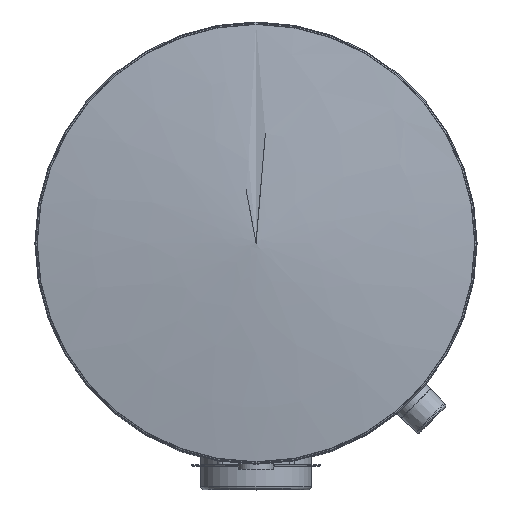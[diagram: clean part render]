
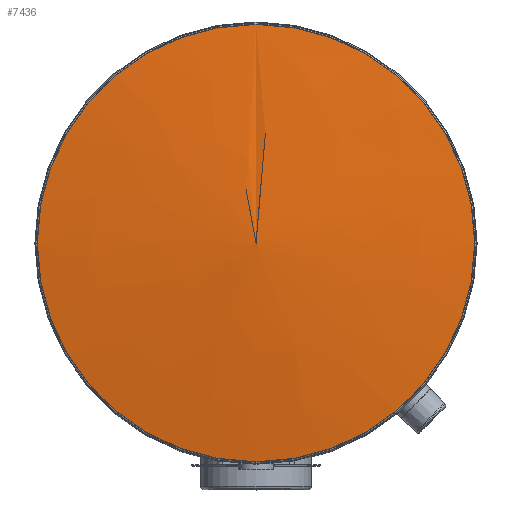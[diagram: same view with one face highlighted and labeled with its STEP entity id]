
A CAD part, top view. The second image highlights one B-rep face of the part: STEP entity #7436.
In plain terms, the highlighted free-form (B-spline) face has degree [2, 2] with [3, 9] control points.
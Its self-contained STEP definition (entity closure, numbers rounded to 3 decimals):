
#313=(
BOUNDED_CURVE()
B_SPLINE_CURVE(2,(#14737,#14738,#14739),.UNSPECIFIED.,.F.,.F.)
B_SPLINE_CURVE_WITH_KNOTS((3,3),(-1.51,-1.439),
 .UNSPECIFIED.)
CURVE()
GEOMETRIC_REPRESENTATION_ITEM()
RATIONAL_B_SPLINE_CURVE((1.,0.999,1.))
REPRESENTATION_ITEM('')
);
#332=(
BOUNDED_SURFACE()
B_SPLINE_SURFACE(2,2,((#14709,#14710,#14711,#14712,#14713,#14714,#14715,
#14716,#14717),(#14718,#14719,#14720,#14721,#14722,#14723,#14724,#14725,
#14726),(#14727,#14728,#14729,#14730,#14731,#14732,#14733,#14734,#14735)),
 .UNSPECIFIED.,.F.,.T.,.F.)
B_SPLINE_SURFACE_WITH_KNOTS((3,3),(3,2,2,2,3),(1.439,1.51),
(-3.142,-1.571,0.,1.571,3.142),
 .UNSPECIFIED.)
GEOMETRIC_REPRESENTATION_ITEM()
RATIONAL_B_SPLINE_SURFACE(((1.,0.707,1.,0.707,1.,
0.707,1.,0.707,1.),(0.999,0.707,
0.999,0.707,0.999,0.707,
0.999,0.707,0.999),(1.,0.707,
1.,0.707,1.,0.707,1.,0.707,1.)))
REPRESENTATION_ITEM('')
SURFACE()
);
#2660=FACE_OUTER_BOUND('',#3191,.T.);
#3191=EDGE_LOOP('',(#6776,#6777,#6778,#6779));
#3652=CIRCLE('',#8265,373.026);
#3653=CIRCLE('',#8266,373.026);
#4258=VERTEX_POINT('',#14705);
#4259=VERTEX_POINT('',#14706);
#4260=VERTEX_POINT('',#14736);
#5107=EDGE_CURVE('',#4258,#4259,#3652,.T.);
#5108=EDGE_CURVE('',#4259,#4258,#3653,.T.);
#5109=EDGE_CURVE('',#4260,#4259,#313,.T.);
#6776=ORIENTED_EDGE('',*,*,#5109,.T.);
#6777=ORIENTED_EDGE('',*,*,#5108,.T.);
#6778=ORIENTED_EDGE('',*,*,#5107,.T.);
#6779=ORIENTED_EDGE('',*,*,#5109,.F.);
#7436=ADVANCED_FACE('',(#2660),#332,.F.);
#8265=AXIS2_PLACEMENT_3D('',#14707,#10507,#10508);
#8266=AXIS2_PLACEMENT_3D('',#14708,#10509,#10510);
#10507=DIRECTION('center_axis',(0.,0.,1.));
#10508=DIRECTION('ref_axis',(1.,0.,0.));
#10509=DIRECTION('center_axis',(0.,0.,1.));
#10510=DIRECTION('ref_axis',(1.,0.,0.));
#14705=CARTESIAN_POINT('',(-373.026,0.,1597.965));
#14706=CARTESIAN_POINT('',(0.,373.026,1597.965));
#14707=CARTESIAN_POINT('Origin',(0.,0.,1597.965));
#14708=CARTESIAN_POINT('Origin',(0.,0.,1597.965));
#14709=CARTESIAN_POINT('Ctrl Pts',(0.,373.026,1597.965));
#14710=CARTESIAN_POINT('Ctrl Pts',(-373.026,373.026,1597.965));
#14711=CARTESIAN_POINT('Ctrl Pts',(-373.026,0.,
1597.965));
#14712=CARTESIAN_POINT('Ctrl Pts',(-373.026,-373.026,
1597.965));
#14713=CARTESIAN_POINT('Ctrl Pts',(0.,-373.026,1597.965));
#14714=CARTESIAN_POINT('Ctrl Pts',(373.026,-373.026,1597.965));
#14715=CARTESIAN_POINT('Ctrl Pts',(373.026,0.,
1597.965));
#14716=CARTESIAN_POINT('Ctrl Pts',(373.026,373.026,1597.965));
#14717=CARTESIAN_POINT('Ctrl Pts',(0.,373.026,1597.965));
#14718=CARTESIAN_POINT('Ctrl Pts',(0.,187.154,1622.619));
#14719=CARTESIAN_POINT('Ctrl Pts',(-187.154,187.154,1622.619));
#14720=CARTESIAN_POINT('Ctrl Pts',(-187.154,0.,
1622.619));
#14721=CARTESIAN_POINT('Ctrl Pts',(-187.154,-187.154,
1622.619));
#14722=CARTESIAN_POINT('Ctrl Pts',(0.,-187.154,1622.619));
#14723=CARTESIAN_POINT('Ctrl Pts',(187.154,-187.154,1622.619));
#14724=CARTESIAN_POINT('Ctrl Pts',(187.154,0.,
1622.619));
#14725=CARTESIAN_POINT('Ctrl Pts',(187.154,187.154,1622.619));
#14726=CARTESIAN_POINT('Ctrl Pts',(0.,187.154,1622.619));
#14727=CARTESIAN_POINT('Ctrl Pts',(0.,0.,1634.));
#14728=CARTESIAN_POINT('Ctrl Pts',(0.,0.,
1634.));
#14729=CARTESIAN_POINT('Ctrl Pts',(0.,0.,
1634.));
#14730=CARTESIAN_POINT('Ctrl Pts',(0.,0.,
1634.));
#14731=CARTESIAN_POINT('Ctrl Pts',(0.,0.,1634.));
#14732=CARTESIAN_POINT('Ctrl Pts',(0.,0.,
1634.));
#14733=CARTESIAN_POINT('Ctrl Pts',(0.,0.,
1634.));
#14734=CARTESIAN_POINT('Ctrl Pts',(0.,0.,
1634.));
#14735=CARTESIAN_POINT('Ctrl Pts',(0.,0.,1634.));
#14736=CARTESIAN_POINT('',(0.,0.,1634.));
#14737=CARTESIAN_POINT('Ctrl Pts',(0.,0.,1634.));
#14738=CARTESIAN_POINT('Ctrl Pts',(0.,187.154,1622.619));
#14739=CARTESIAN_POINT('Ctrl Pts',(0.,373.026,1597.965));
